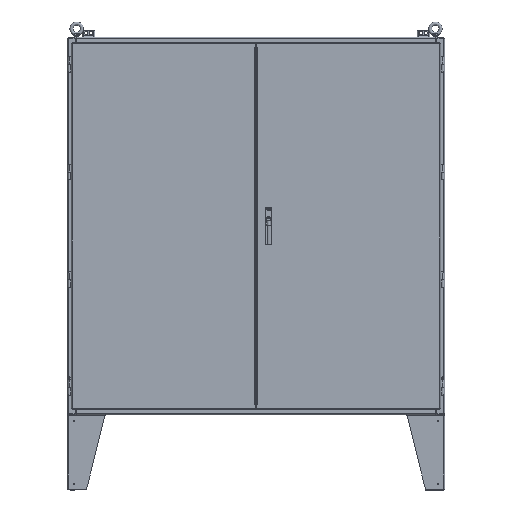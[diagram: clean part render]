
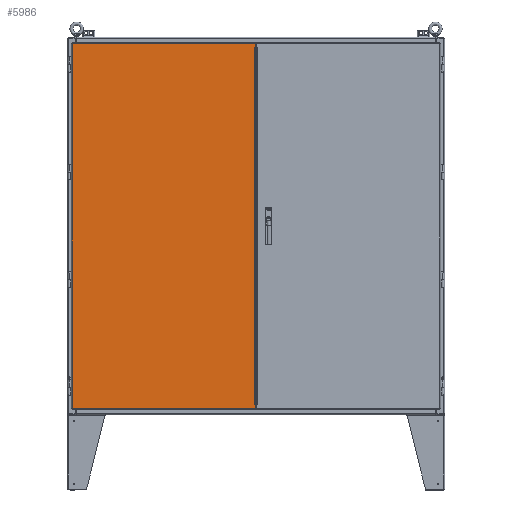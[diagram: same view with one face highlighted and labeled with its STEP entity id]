
A CAD part, front view. The second image highlights one B-rep face of the part: STEP entity #5986.
In plain terms, the highlighted planar face has unit normal (0, -1, 0).
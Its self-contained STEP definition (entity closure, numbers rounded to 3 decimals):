
#5986 = ADVANCED_FACE( '', ( #13658 ), #13659, .T. );
#13658 = FACE_OUTER_BOUND( '', #28128, .T. );
#13659 = PLANE( '', #28129 );
#28128 = EDGE_LOOP( '', ( #52325, #52326, #52327, #52328, #52329, #52330, #52331, #52332, #52333, #52334 ) );
#28129 = AXIS2_PLACEMENT_3D( '', #52335, #52336, #52337 );
#52325 = ORIENTED_EDGE( '', *, *, #77440, .F. );
#52326 = ORIENTED_EDGE( '', *, *, #74812, .T. );
#52327 = ORIENTED_EDGE( '', *, *, #77441, .T. );
#52328 = ORIENTED_EDGE( '', *, *, #76070, .T. );
#52329 = ORIENTED_EDGE( '', *, *, #77442, .T. );
#52330 = ORIENTED_EDGE( '', *, *, #77443, .T. );
#52331 = ORIENTED_EDGE( '', *, *, #77444, .T. );
#52332 = ORIENTED_EDGE( '', *, *, #77445, .F. );
#52333 = ORIENTED_EDGE( '', *, *, #77446, .F. );
#52334 = ORIENTED_EDGE( '', *, *, #74904, .T. );
#52335 = CARTESIAN_POINT( '', ( 0., 0., 0. ) );
#52336 = DIRECTION( '', ( 0., -1., 0. ) );
#52337 = DIRECTION( '', ( 0., 0., -1. ) );
#74812 = EDGE_CURVE( '', #86559, #86557, #86560, .T. );
#74904 = EDGE_CURVE( '', #86701, #86699, #86702, .T. );
#76070 = EDGE_CURVE( '', #88502, #82508, #88506, .T. );
#77440 = EDGE_CURVE( '', #86559, #86699, #90525, .T. );
#77441 = EDGE_CURVE( '', #86557, #88502, #90526, .T. );
#77442 = EDGE_CURVE( '', #82508, #84937, #90527, .T. );
#77443 = EDGE_CURVE( '', #84937, #90528, #90529, .T. );
#77444 = EDGE_CURVE( '', #90528, #90530, #90531, .T. );
#77445 = EDGE_CURVE( '', #90532, #90530, #90533, .T. );
#77446 = EDGE_CURVE( '', #86701, #90532, #90534, .T. );
#82508 = VERTEX_POINT( '', #98620 );
#84937 = VERTEX_POINT( '', #106404 );
#86557 = VERTEX_POINT( '', #110468 );
#86559 = VERTEX_POINT( '', #110471 );
#86560 = LINE( '', #110472, #110473 );
#86699 = VERTEX_POINT( '', #110870 );
#86701 = VERTEX_POINT( '', #110872 );
#86702 = LINE( '', #110873, #110874 );
#88502 = VERTEX_POINT( '', #115549 );
#88506 = LINE( '', #115554, #115555 );
#90525 = LINE( '', #120507, #120508 );
#90526 = LINE( '', #120509, #120510 );
#90527 = LINE( '', #120511, #120512 );
#90528 = VERTEX_POINT( '', #120513 );
#90529 = LINE( '', #120514, #120515 );
#90530 = VERTEX_POINT( '', #120516 );
#90531 = LINE( '', #120517, #120518 );
#90532 = VERTEX_POINT( '', #120519 );
#90533 = LINE( '', #120520, #120521 );
#90534 = LINE( '', #120522, #120523 );
#98620 = CARTESIAN_POINT( '', ( -368.313, 0., 736.295 ) );
#106404 = CARTESIAN_POINT( '', ( -368.313, 0., -736.295 ) );
#110468 = CARTESIAN_POINT( '', ( 371.793, 0., 721.667 ) );
#110471 = CARTESIAN_POINT( '', ( 368.313, 0., 721.667 ) );
#110472 = CARTESIAN_POINT( '', ( 371.793, 0., 721.667 ) );
#110473 = VECTOR( '', #135846, 1000. );
#110870 = CARTESIAN_POINT( '', ( 368.313, 0., 721.665 ) );
#110872 = CARTESIAN_POINT( '', ( 368.313, 0., -721.665 ) );
#110873 = CARTESIAN_POINT( '', ( 368.313, 0., -721.665 ) );
#110874 = VECTOR( '', #135911, 1000. );
#115549 = CARTESIAN_POINT( '', ( 371.793, 0., 736.295 ) );
#115554 = CARTESIAN_POINT( '', ( -371.793, 0., 736.295 ) );
#115555 = VECTOR( '', #136717, 1000. );
#120507 = CARTESIAN_POINT( '', ( 368.313, 0., -721.667 ) );
#120508 = VECTOR( '', #137596, 1000. );
#120509 = CARTESIAN_POINT( '', ( 371.793, 0., -739.775 ) );
#120510 = VECTOR( '', #137597, 1000. );
#120511 = CARTESIAN_POINT( '', ( -368.313, 0., -739.775 ) );
#120512 = VECTOR( '', #137598, 1000. );
#120513 = CARTESIAN_POINT( '', ( 371.793, 0., -736.295 ) );
#120514 = CARTESIAN_POINT( '', ( 371.793, 0., -736.295 ) );
#120515 = VECTOR( '', #137599, 1000. );
#120516 = CARTESIAN_POINT( '', ( 371.793, 0., -721.667 ) );
#120517 = CARTESIAN_POINT( '', ( 371.793, 0., -739.775 ) );
#120518 = VECTOR( '', #137600, 1000. );
#120519 = CARTESIAN_POINT( '', ( 368.313, 0., -721.667 ) );
#120520 = CARTESIAN_POINT( '', ( 371.793, 0., -721.667 ) );
#120521 = VECTOR( '', #137601, 1000. );
#120522 = CARTESIAN_POINT( '', ( 368.313, 0., -721.667 ) );
#120523 = VECTOR( '', #137602, 1000. );
#135846 = DIRECTION( '', ( 1., 0., 0. ) );
#135911 = DIRECTION( '', ( 0., 0., 1. ) );
#136717 = DIRECTION( '', ( -1., 0., 0. ) );
#137596 = DIRECTION( '', ( 0., 0., -1. ) );
#137597 = DIRECTION( '', ( 0., 0., 1. ) );
#137598 = DIRECTION( '', ( 0., 0., -1. ) );
#137599 = DIRECTION( '', ( 1., 0., 0. ) );
#137600 = DIRECTION( '', ( 0., 0., 1. ) );
#137601 = DIRECTION( '', ( 1., 0., 0. ) );
#137602 = DIRECTION( '', ( 0., 0., -1. ) );
